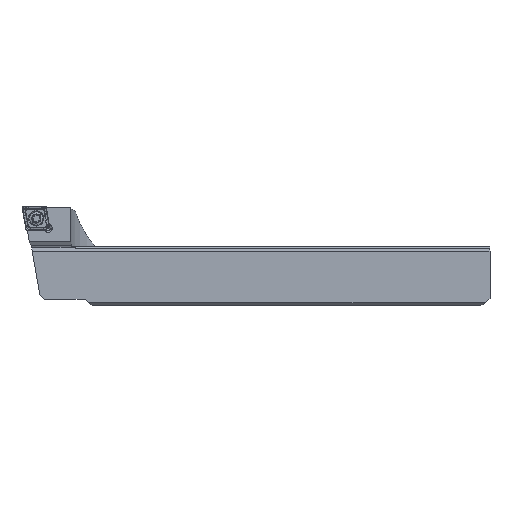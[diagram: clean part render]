
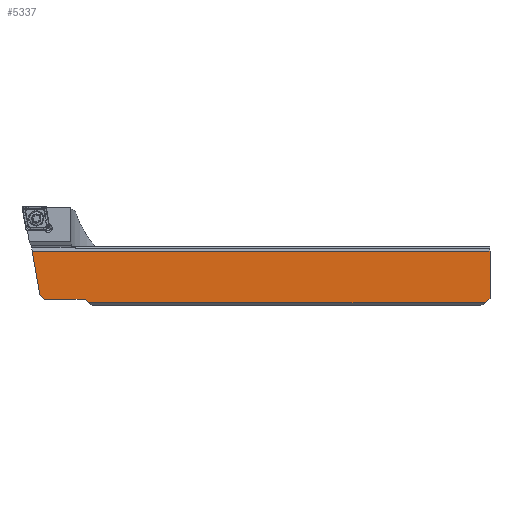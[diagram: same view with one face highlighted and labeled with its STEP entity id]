
A CAD part, top view. The second image highlights one B-rep face of the part: STEP entity #5337.
In plain terms, the highlighted planar face has unit normal (0, 0, 1).
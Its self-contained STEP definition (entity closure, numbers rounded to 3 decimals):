
#95 = CARTESIAN_POINT ( 'NONE',  ( 183.696, -38.252, -6.05 ) ) ;
#603 = VERTEX_POINT ( 'NONE', #27912 ) ;
#941 = CARTESIAN_POINT ( 'NONE',  ( 25., -36.9, -6.05 ) ) ;
#1093 = FACE_OUTER_BOUND ( 'NONE', #17463, .T. ) ;
#1322 = ORIENTED_EDGE ( 'NONE', *, *, #19626, .T. ) ;
#1738 = DIRECTION ( 'NONE',  ( 1., 0., 0. ) ) ;
#2808 = LINE ( 'NONE', #10657, #9319 ) ;
#3248 = LINE ( 'NONE', #10497, #16966 ) ;
#3938 = CARTESIAN_POINT ( 'NONE',  ( 184.322, -37.677, -6.05 ) ) ;
#4228 = LINE ( 'NONE', #11475, #27916 ) ;
#4303 = EDGE_CURVE ( 'NONE', #4466, #12661, #12234, .T. ) ;
#4304 = CARTESIAN_POINT ( 'NONE',  ( 190., -39.9, -6.05 ) ) ;
#4466 = VERTEX_POINT ( 'NONE', #95 ) ;
#5337 = ADVANCED_FACE ( 'NONE', ( #1093 ), #28765, .F. ) ;
#5878 = CARTESIAN_POINT ( 'NONE',  ( 6.052, -33.9, -6.05 ) ) ;
#6103 = DIRECTION ( 'NONE',  ( -1., 0., 0. ) ) ;
#6120 = VECTOR ( 'NONE', #18003, 1000. ) ;
#6160 = EDGE_CURVE ( 'NONE', #603, #23256, #3248, .T. ) ;
#6394 = CARTESIAN_POINT ( 'NONE',  ( 185.57, -36.526, -6.05 ) ) ;
#7677 = CARTESIAN_POINT ( 'NONE',  ( 1.744, -4.798, -6.05 ) ) ;
#8367 = VERTEX_POINT ( 'NONE', #17200 ) ;
#9319 = VECTOR ( 'NONE', #27933, 1000. ) ;
#10497 = CARTESIAN_POINT ( 'NONE',  ( 185.57, -39.9, -6.05 ) ) ;
#10657 = CARTESIAN_POINT ( 'NONE',  ( 190., -17.8, -6.05 ) ) ;
#10827 = EDGE_CURVE ( 'NONE', #15202, #13096, #4228, .T. ) ;
#11014 = B_SPLINE_CURVE_WITH_KNOTS ( 'NONE', 3,
 ( #16086, #3938, #20988, #6394 ),
 .UNSPECIFIED., .F., .F.,
 ( 4, 4 ),
 ( 0.488, 1. ),
 .UNSPECIFIED. ) ;
#11051 = EDGE_CURVE ( 'NONE', #15202, #8367, #12613, .T. ) ;
#11475 = CARTESIAN_POINT ( 'NONE',  ( 7.405, -36.9, -6.05 ) ) ;
#11483 = VECTOR ( 'NONE', #6103, 1000. ) ;
#12084 = LINE ( 'NONE', #29093, #25057 ) ;
#12234 = LINE ( 'NONE', #15286, #11483 ) ;
#12613 = LINE ( 'NONE', #5878, #6120 ) ;
#12661 = VERTEX_POINT ( 'NONE', #26049 ) ;
#13000 = VERTEX_POINT ( 'NONE', #27331 ) ;
#13096 = VERTEX_POINT ( 'NONE', #941 ) ;
#13515 = AXIS2_PLACEMENT_3D ( 'NONE', #4304, #31256, #16550 ) ;
#14312 = EDGE_CURVE ( 'NONE', #4466, #603, #11014, .T. ) ;
#14645 = ORIENTED_EDGE ( 'NONE', *, *, #11051, .F. ) ;
#15202 = VERTEX_POINT ( 'NONE', #27040 ) ;
#15286 = CARTESIAN_POINT ( 'NONE',  ( 190., -38.252, -6.05 ) ) ;
#16086 = CARTESIAN_POINT ( 'NONE',  ( 183.696, -38.252, -6.05 ) ) ;
#16550 = DIRECTION ( 'NONE',  ( 0., 1., 0. ) ) ;
#16966 = VECTOR ( 'NONE', #27570, 1000. ) ;
#17200 = CARTESIAN_POINT ( 'NONE',  ( 7.052, -34.9, -6.05 ) ) ;
#17314 = ORIENTED_EDGE ( 'NONE', *, *, #24480, .T. ) ;
#17463 = EDGE_LOOP ( 'NONE', ( #19568, #14645, #31531, #17314, #21920, #22698, #20007, #1322 ) ) ;
#18003 = DIRECTION ( 'NONE',  ( -0.707, 0.707, 0. ) ) ;
#18400 = VECTOR ( 'NONE', #24742, 1000. ) ;
#19568 = ORIENTED_EDGE ( 'NONE', *, *, #27759, .F. ) ;
#19626 = EDGE_CURVE ( 'NONE', #23256, #13000, #2808, .T. ) ;
#20007 = ORIENTED_EDGE ( 'NONE', *, *, #6160, .T. ) ;
#20988 = CARTESIAN_POINT ( 'NONE',  ( 184.949, -37.101, -6.05 ) ) ;
#21920 = ORIENTED_EDGE ( 'NONE', *, *, #4303, .F. ) ;
#22698 = ORIENTED_EDGE ( 'NONE', *, *, #14312, .T. ) ;
#23256 = VERTEX_POINT ( 'NONE', #30153 ) ;
#24158 = LINE ( 'NONE', #7677, #18400 ) ;
#24480 = EDGE_CURVE ( 'NONE', #13096, #12661, #12084, .T. ) ;
#24742 = DIRECTION ( 'NONE',  ( -0.174, 0.985, 0. ) ) ;
#25057 = VECTOR ( 'NONE', #31584, 1000. ) ;
#26049 = CARTESIAN_POINT ( 'NONE',  ( 26.352, -38.252, -6.05 ) ) ;
#27040 = CARTESIAN_POINT ( 'NONE',  ( 9.052, -36.9, -6.05 ) ) ;
#27331 = CARTESIAN_POINT ( 'NONE',  ( 4.037, -17.8, -6.05 ) ) ;
#27570 = DIRECTION ( 'NONE',  ( 0., 1., 0. ) ) ;
#27759 = EDGE_CURVE ( 'NONE', #8367, #13000, #24158, .T. ) ;
#27912 = CARTESIAN_POINT ( 'NONE',  ( 185.57, -36.526, -6.05 ) ) ;
#27916 = VECTOR ( 'NONE', #1738, 1000. ) ;
#27933 = DIRECTION ( 'NONE',  ( -1., 0., 0. ) ) ;
#28765 = PLANE ( 'NONE',  #13515 ) ;
#29093 = CARTESIAN_POINT ( 'NONE',  ( 25., -36.9, -6.05 ) ) ;
#30153 = CARTESIAN_POINT ( 'NONE',  ( 185.57, -17.8, -6.05 ) ) ;
#31256 = DIRECTION ( 'NONE',  ( 0., 0., -1. ) ) ;
#31531 = ORIENTED_EDGE ( 'NONE', *, *, #10827, .T. ) ;
#31584 = DIRECTION ( 'NONE',  ( 0.707, -0.707, 0. ) ) ;
